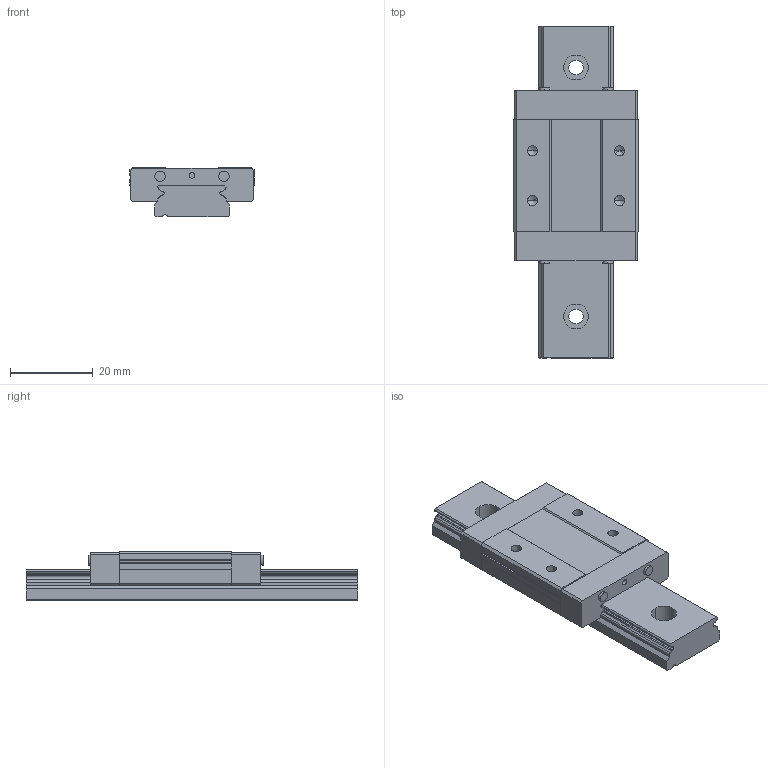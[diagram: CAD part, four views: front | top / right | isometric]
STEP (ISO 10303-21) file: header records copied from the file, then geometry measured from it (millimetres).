
FILE_DESCRIPTION (( 'STEP AP203' ), '1' );
FILE_NAME ('SBMW 09.STEP', '2014-11-21T00:50:55', ( 'star' ), ( '' ), 'SwSTEP 2.0', 'SolidWorks 2013', '' );
FILE_SCHEMA (( 'CONFIG_CONTROL_DESIGN' ));
Length unit declared in the file: millimetre
Products named in the file (5): DEFAULT; DEFAULT-1; SBMW 09; DEFAULT-2
Assembly tree (5 placements, depth 3):
  SBMW 09
    DEFAULT
      DEFAULT
      DEFAULT-1
      DEFAULT-2  x2
Bounding box: 30 x 80 x 12 mm (x, y, z)
Volume: 16683.7 mm3; surface area: 9806.4 mm2
Topology: 4 solids, 4 shells, 240 faces, 651 edges, 414 vertices
Faces by surface type: cylinder 110, plane 106, cone 24
Entity records: 6382 total; most frequent: DIRECTION 1057, CARTESIAN_POINT 1012, ORIENTED_EDGE 982, EDGE_CURVE 491, AXIS2_PLACEMENT_3D 369, VERTEX_POINT 324, VECTOR 319, LINE 319
